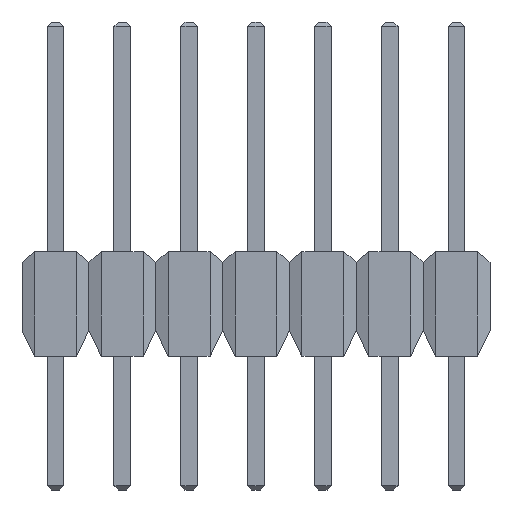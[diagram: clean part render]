
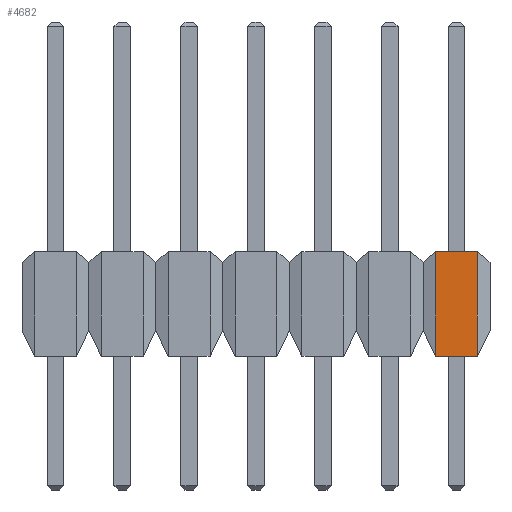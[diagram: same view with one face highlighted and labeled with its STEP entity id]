
A CAD part, front view. The second image highlights one B-rep face of the part: STEP entity #4682.
In plain terms, the highlighted planar face has unit normal (0, -1, 0).
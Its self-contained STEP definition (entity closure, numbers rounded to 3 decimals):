
#4321=CARTESIAN_POINT('',(8.414,-2.54,3.979));
#4320=VERTEX_POINT('',#4321);
#4352=CARTESIAN_POINT('',(6.826,-2.54,3.979));
#4351=VERTEX_POINT('',#4352);
#4348=EDGE_CURVE('',#4320,#4351,#4353,.T.);
#4353=LINE('',#4321,#4355);
#4355=VECTOR('',#4356,1.588);
#4356=DIRECTION('',(-1.0,0.0,0.0));
#4644=CARTESIAN_POINT('',(6.826,-2.54,0.0));
#4643=VERTEX_POINT('',#4644);
#4652=EDGE_CURVE('',#4351,#4643,#4657,.T.);
#4657=LINE('',#4352,#4659);
#4659=VECTOR('',#4660,3.979);
#4660=DIRECTION('',(0.0,0.0,-1.0));
#4682=ADVANCED_FACE('',(#4688),#4683,.T.);
#4683=PLANE('',#4684);
#4684=AXIS2_PLACEMENT_3D('',#4685,#4686,#4687);
#4685=CARTESIAN_POINT('',(6.826,-2.54,0.0));
#4686=DIRECTION('',(0.0,-1.0,0.0));
#4687=DIRECTION('',(0.,0.,1.));
#4688=FACE_OUTER_BOUND('',#4689,.T.);
#4689=EDGE_LOOP('',(#4690,#4700,#4710,#4720));
#4693=CARTESIAN_POINT('',(8.414,-2.54,0.0));
#4692=VERTEX_POINT('',#4693);
#4691=EDGE_CURVE('',#4692,#4643,#4696,.T.);
#4696=LINE('',#4693,#4698);
#4698=VECTOR('',#4699,1.588);
#4699=DIRECTION('',(-1.0,0.0,0.0));
#4690=ORIENTED_EDGE('',*,*,#4691,.F.);
#4701=EDGE_CURVE('',#4320,#4692,#4706,.T.);
#4706=LINE('',#4321,#4708);
#4708=VECTOR('',#4709,3.979);
#4709=DIRECTION('',(0.0,0.0,-1.0));
#4700=ORIENTED_EDGE('',*,*,#4701,.F.);
#4710=ORIENTED_EDGE('',*,*,#4348,.T.);
#4720=ORIENTED_EDGE('',*,*,#4652,.T.);
